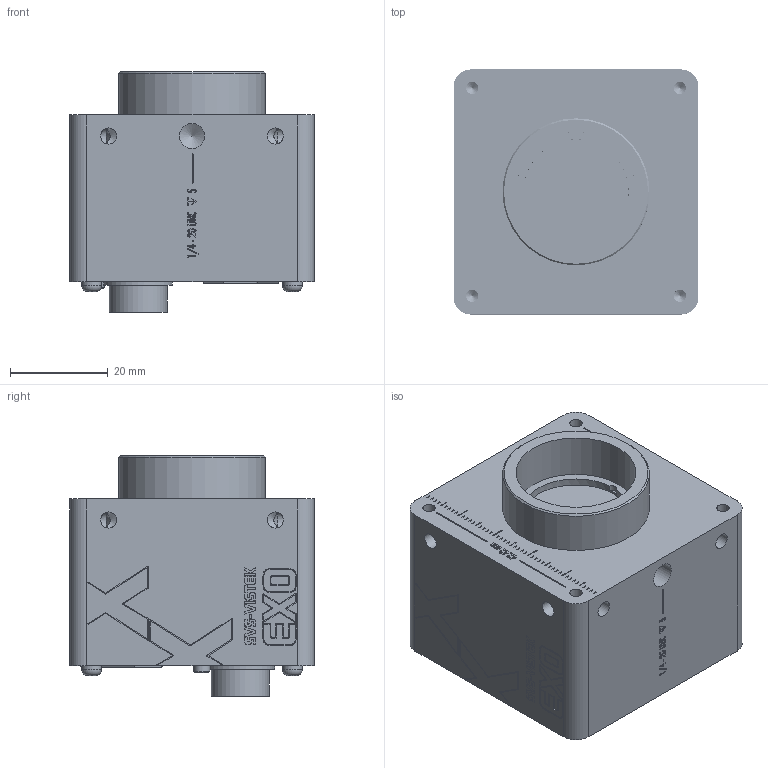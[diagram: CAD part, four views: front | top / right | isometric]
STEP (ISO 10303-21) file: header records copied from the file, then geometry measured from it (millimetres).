
FILE_DESCRIPTION (( 'STEP AP214' ), '1' );
FILE_NAME ('F002103-01001 EXO540MGE.STEP', '2020-06-03T08:32:51', ( '' ), ( '' ), 'SwSTEP 2.0', 'SolidWorks 2019', '' );
FILE_SCHEMA (( 'AUTOMOTIVE_DESIGN' ));
Length unit declared in the file: millimetre
Products named in the file (18): E002398-02001 EXO Rückplatte GE_Step; F002103-01001 EXO540MGE; E002472-01001 Klebeband thermisch leitfähig 15x15x0,13mm; N000061-00000 Schraube M2x12 Torx ISO14583_M2x12; IMX530 Glass; E002640-02001 Filterhalter C-Mount Sternform mit Elox und Gleitlack; E000002-02001 Abstandshalter M2x5_Abstandshalter M2x5; IMX530; E002081-01001 Connector HRS10A-12R-12PB; E004012-01001_Deckglas_d24x1; E002664-03001 EXO Frontplatte IMX420 mit Laserbeschriftung; N000069-00000 Druckfeder VD_145A_2; E002463-01001 EXO Kühlblech FPGA GigE; IMX530 Base; E002473-01001 Klebeband thermisch leitfähig 9x9x0,3mm; N000068-00000 Abstandsbolzen M2x8_Abstandshalter M2x8; GE Anschlussbuchse 1x; E002082 Lichtleiter Mentor 1282.2000
Assembly tree (29 placements, depth 3):
  F002103-01001 EXO540MGE
    E002664-03001 EXO Frontplatte IMX420 mit Laserbeschriftung
    IMX530
      IMX530 Base
      IMX530 Glass
    E002640-02001 Filterhalter C-Mount Sternform mit Elox und Gleitlack
    E004012-01001_Deckglas_d24x1
    E002463-01001 EXO Kühlblech FPGA GigE
    E002081-01001 Connector HRS10A-12R-12PB
    E002398-02001 EXO Rückplatte GE_Step
    E002472-01001 Klebeband thermisch leitfähig 15x15x0,13mm
    E002082 Lichtleiter Mentor 1282.2000
    E000002-02001 Abstandshalter M2x5_Abstandshalter M2x5  x4
    N000068-00000 Abstandsbolzen M2x8_Abstandshalter M2x8  x4
    N000069-00000 Druckfeder VD_145A_2  x4
    N000061-00000 Schraube M2x12 Torx ISO14583_M2x12  x4
    GE Anschlussbuchse 1x
    E002473-01001 Klebeband thermisch leitfähig 9x9x0,3mm
Bounding box: 50 x 50 x 49.16 mm (x, y, z)
Volume: 33241.4 mm3; surface area: 41442.1 mm2
Topology: 41 solids, 45 shells, 4144 faces, 10771 edges, 6919 vertices
Faces by surface type: plane 2167, bspline 1086, cylinder 514, cone 337, sphere 24, torus 16
Full cylindrical faces by diameter (mm): 0.358 x1, 0.8 x36, 1 x12, 1.6 x6, 1.674 x92, 2 x24, 2.2 x4, 2.5 x4, 2.8 x1, 2.85 x1, 3.05 x2, 3.2 x1, 3.3 x8, 4 x4, 5.105 x1, 9 x1, 10.3 x1, 11 x1, 11.5 x1, 11.8 x1, 14 x2, 21.5 x1, 24 x1, 24.5 x1, 25.4 x1, 30 x1
Entity records: 167037 total; most frequent: CARTESIAN_POINT 54858, ORIENTED_EDGE 17520, DIRECTION 13064, EDGE_CURVE 8961, VECTOR 6224, LINE 6224, VERTEX_POINT 5992, EDGE_LOOP 3934
